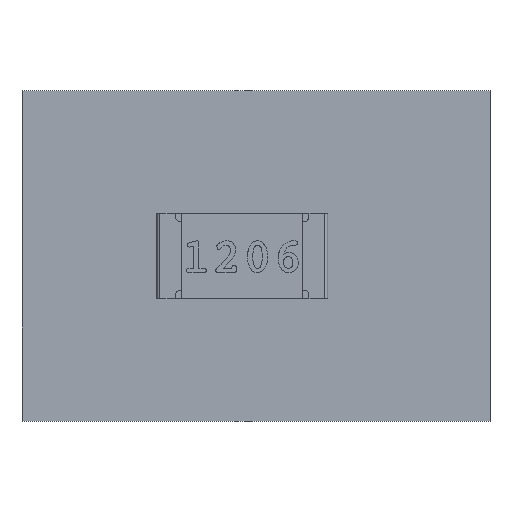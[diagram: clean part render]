
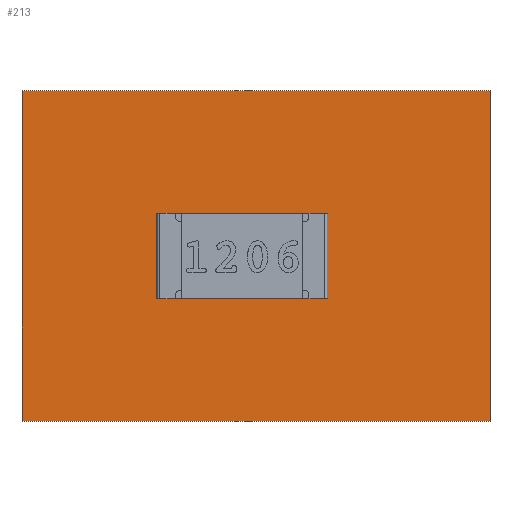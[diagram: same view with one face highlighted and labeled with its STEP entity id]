
A CAD part, top view. The second image highlights one B-rep face of the part: STEP entity #213.
In plain terms, the highlighted planar face has unit normal (0, 0, 1).
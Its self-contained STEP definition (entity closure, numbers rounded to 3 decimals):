
#94 = VERTEX_POINT('',#95);
#95 = CARTESIAN_POINT('',(137.,-101.5,0.));
#112 = VERTEX_POINT('',#113);
#113 = CARTESIAN_POINT('',(145.5,-101.5,0.));
#119 = EDGE_CURVE('',#94,#112,#120,.T.);
#120 = LINE('',#121,#122);
#121 = CARTESIAN_POINT('',(137.,-101.5,0.));
#122 = VECTOR('',#123,1.);
#123 = DIRECTION('',(1.,0.,0.));
#143 = VERTEX_POINT('',#144);
#144 = CARTESIAN_POINT('',(145.5,-107.5,0.));
#150 = EDGE_CURVE('',#112,#143,#151,.T.);
#151 = LINE('',#152,#153);
#152 = CARTESIAN_POINT('',(145.5,-101.5,0.));
#153 = VECTOR('',#154,1.);
#154 = DIRECTION('',(0.,-1.,0.));
#174 = VERTEX_POINT('',#175);
#175 = CARTESIAN_POINT('',(137.,-107.5,0.));
#181 = EDGE_CURVE('',#143,#174,#182,.T.);
#182 = LINE('',#183,#184);
#183 = CARTESIAN_POINT('',(145.5,-107.5,0.));
#184 = VECTOR('',#185,1.);
#185 = DIRECTION('',(-1.,0.,0.));
#203 = EDGE_CURVE('',#174,#94,#204,.T.);
#204 = LINE('',#205,#206);
#205 = CARTESIAN_POINT('',(137.,-107.5,0.));
#206 = VECTOR('',#207,1.);
#207 = DIRECTION('',(0.,1.,0.));
#213 = ADVANCED_FACE('',(#214),#220,.F.);
#214 = FACE_BOUND('',#215,.F.);
#215 = EDGE_LOOP('',(#216,#217,#218,#219));
#216 = ORIENTED_EDGE('',*,*,#119,.T.);
#217 = ORIENTED_EDGE('',*,*,#150,.T.);
#218 = ORIENTED_EDGE('',*,*,#181,.T.);
#219 = ORIENTED_EDGE('',*,*,#203,.T.);
#220 = PLANE('',#221);
#221 = AXIS2_PLACEMENT_3D('',#222,#223,#224);
#222 = CARTESIAN_POINT('',(141.25,-104.5,0.));
#223 = DIRECTION('',(-0.,-0.,-1.));
#224 = DIRECTION('',(-1.,0.,0.));
